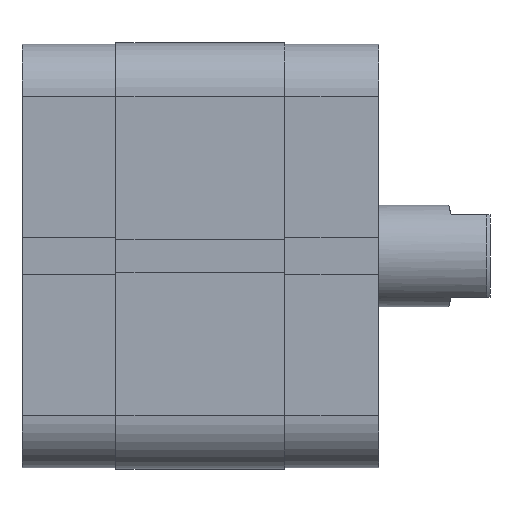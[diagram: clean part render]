
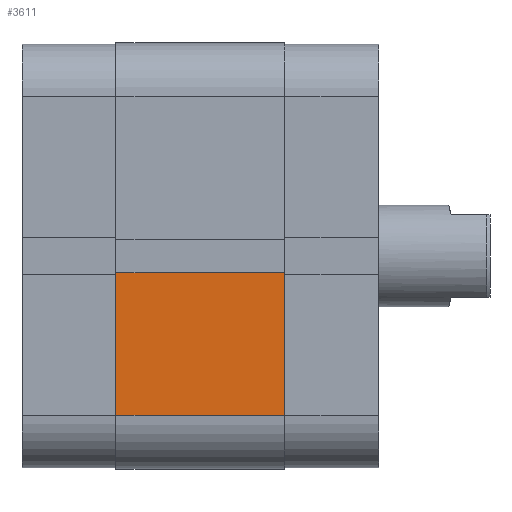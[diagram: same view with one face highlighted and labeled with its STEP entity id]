
A CAD part, front view. The second image highlights one B-rep face of the part: STEP entity #3611.
In plain terms, the highlighted planar face has unit normal (0, -1, 0).
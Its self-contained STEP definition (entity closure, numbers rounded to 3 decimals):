
#67 = PLANE ( 'NONE',  #2434 ) ;
#72 = CARTESIAN_POINT ( 'NONE',  ( 0., -33.5, 26.5 ) ) ;
#82 = DIRECTION ( 'NONE',  ( 0., 1., 0. ) ) ;
#84 = DIRECTION ( 'NONE',  ( 0., 0., 1. ) ) ;
#1113 = CARTESIAN_POINT ( 'NONE',  ( -25., -33.5, 0. ) ) ;
#1145 = CARTESIAN_POINT ( 'NONE',  ( -2.6, -33.5, 26.5 ) ) ;
#1226 = CARTESIAN_POINT ( 'NONE',  ( -25., -33.5, 26.5 ) ) ;
#1325 = CARTESIAN_POINT ( 'NONE',  ( -2.6, -33.5, 0. ) ) ;
#2184 = EDGE_CURVE ( 'NONE', #5235, #5073, #6122, .T. ) ;
#2185 = EDGE_CURVE ( 'NONE', #5235, #4988, #6124, .T. ) ;
#2188 = EDGE_CURVE ( 'NONE', #5073, #5432, #6130, .T. ) ;
#2189 = EDGE_CURVE ( 'NONE', #4988, #5432, #6128, .T. ) ;
#2434 = AXIS2_PLACEMENT_3D ( 'NONE', #72, #82, #84 ) ;
#3611 = ADVANCED_FACE ( 'NONE', ( #6448 ), #67, .F. ) ;
#4000 = DIRECTION ( 'NONE',  ( 1., 0., 0. ) ) ;
#4002 = DIRECTION ( 'NONE',  ( 0., 0., -1. ) ) ;
#4003 = CARTESIAN_POINT ( 'NONE',  ( -2.6, -33.5, 26.5 ) ) ;
#4010 = DIRECTION ( 'NONE',  ( 0., 0., -1. ) ) ;
#4011 = CARTESIAN_POINT ( 'NONE',  ( -25., -33.5, 26.5 ) ) ;
#4012 = CARTESIAN_POINT ( 'NONE',  ( 0., -33.5, 0. ) ) ;
#4013 = DIRECTION ( 'NONE',  ( 1., 0., 0. ) ) ;
#4015 = CARTESIAN_POINT ( 'NONE',  ( 0., -33.5, 26.5 ) ) ;
#4638 = ORIENTED_EDGE ( 'NONE', *, *, #2185, .T. ) ;
#4639 = ORIENTED_EDGE ( 'NONE', *, *, #2184, .F. ) ;
#4640 = ORIENTED_EDGE ( 'NONE', *, *, #2188, .F. ) ;
#4641 = ORIENTED_EDGE ( 'NONE', *, *, #2189, .T. ) ;
#4988 = VERTEX_POINT ( 'NONE', #1113 ) ;
#5073 = VERTEX_POINT ( 'NONE', #1145 ) ;
#5235 = VERTEX_POINT ( 'NONE', #1226 ) ;
#5432 = VERTEX_POINT ( 'NONE', #1325 ) ;
#5760 = EDGE_LOOP ( 'NONE', ( #4641, #4640, #4639, #4638 ) ) ;
#6122 = LINE ( 'NONE', #4015, #6123 ) ;
#6123 = VECTOR ( 'NONE', #4013, 1000. ) ;
#6124 = LINE ( 'NONE', #4011, #6125 ) ;
#6125 = VECTOR ( 'NONE', #4010, 1000. ) ;
#6128 = LINE ( 'NONE', #4012, #6132 ) ;
#6130 = LINE ( 'NONE', #4003, #6131 ) ;
#6131 = VECTOR ( 'NONE', #4002, 1000. ) ;
#6132 = VECTOR ( 'NONE', #4000, 1000. ) ;
#6448 = FACE_OUTER_BOUND ( 'NONE', #5760, .T. ) ;
